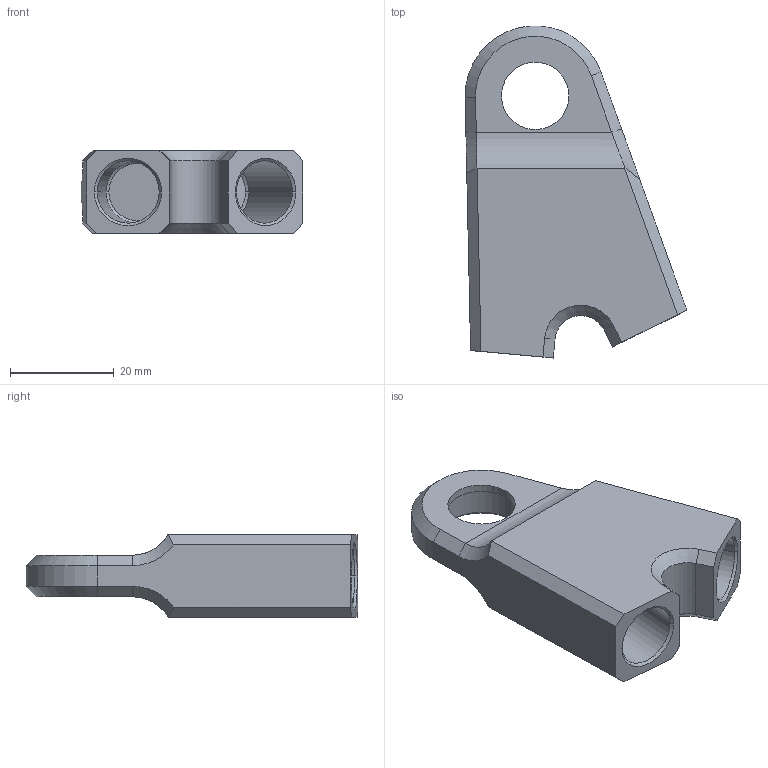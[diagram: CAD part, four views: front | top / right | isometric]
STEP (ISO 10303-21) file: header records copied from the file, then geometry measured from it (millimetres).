
FILE_DESCRIPTION(('CATIA V5 STEP Exchange'),'2;1');
FILE_NAME('insert_PM_arr_inf_EPSA.stp','2018-03-12T08:12:26+00:00',('none'),('none'),'CATIA Version 5 Release 19 SP 2 (IN-10)','CATIA V5 STEP AP203','none');
FILE_SCHEMA(('CONFIG_CONTROL_DESIGN'));
Length unit declared in the file: millimetre
Products named in the file (1): ins_ar_g_inf_usi
Bounding box: 42.74 x 63.99 x 16 mm (x, y, z)
Volume: 19276.3 mm3; surface area: 7636.1 mm2
Topology: 1 solids, 1 shells, 57 faces, 142 edges, 93 vertices
Faces by surface type: plane 23, cone 13, cylinder 12, bspline 9
Entity records: 2943 total; most frequent: CARTESIAN_POINT 1658, ORIENTED_EDGE 284, DIRECTION 194, EDGE_CURVE 142, VERTEX_POINT 89, AXIS2_PLACEMENT_3D 83, VECTOR 68, LINE 68
